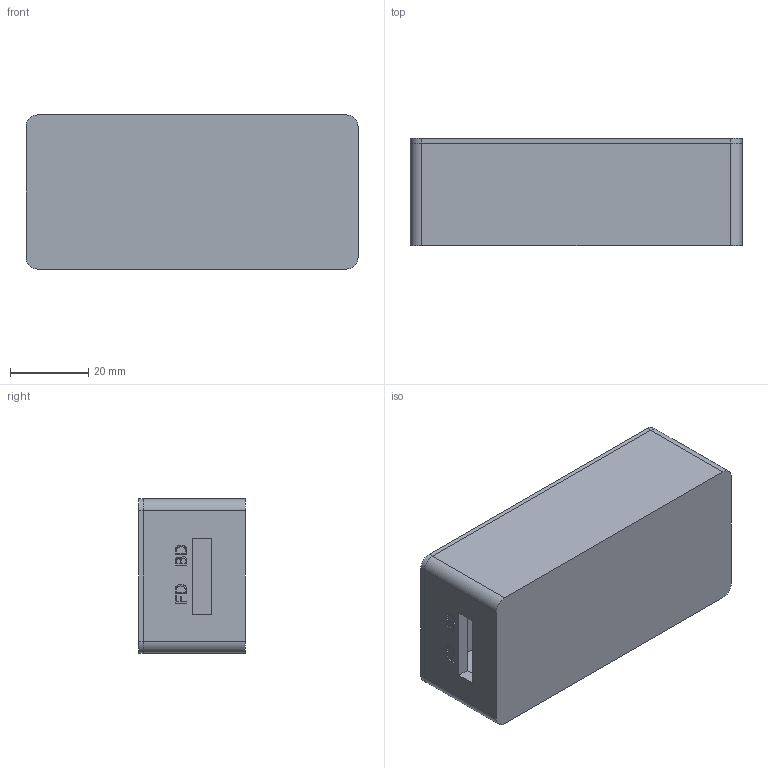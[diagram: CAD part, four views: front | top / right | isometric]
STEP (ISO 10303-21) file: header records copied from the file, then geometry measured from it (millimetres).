
FILE_DESCRIPTION(/* description */ (''),/* implementation_level */ '2;1');
FILE_NAME(/* name */ 'Doorbell Notifier.step',/* time_stamp */ '2019-09-12T12:29:21-05:00',/* author */ (''),/* organization */ (''),/* preprocessor_version */ 'ST-DEVELOPER v18',/* originating_system */ 'Autodesk Translation Framework v8.6.0.1094',/* authorisation */ '');
FILE_SCHEMA (('AUTOMOTIVE_DESIGN { 1 0 10303 214 3 1 1 }'));
Length unit declared in the file: millimetre
Products named in the file (1): Doorbell Notifier
Bounding box: 85.12 x 27.4 x 39.52 mm (x, y, z)
Volume: 27096.4 mm3; surface area: 26049.6 mm2
Topology: 2 solids, 2 shells, 272 faces, 738 edges, 492 vertices
Faces by surface type: bspline 124, plane 120, cylinder 24, cone 4
Full cylindrical faces by diameter (mm): 2.1 x8
Entity records: 9734 total; most frequent: CARTESIAN_POINT 3611, ORIENTED_EDGE 1476, DIRECTION 844, EDGE_CURVE 738, VERTEX_POINT 492, LINE 434, VECTOR 434, EDGE_LOOP 306
